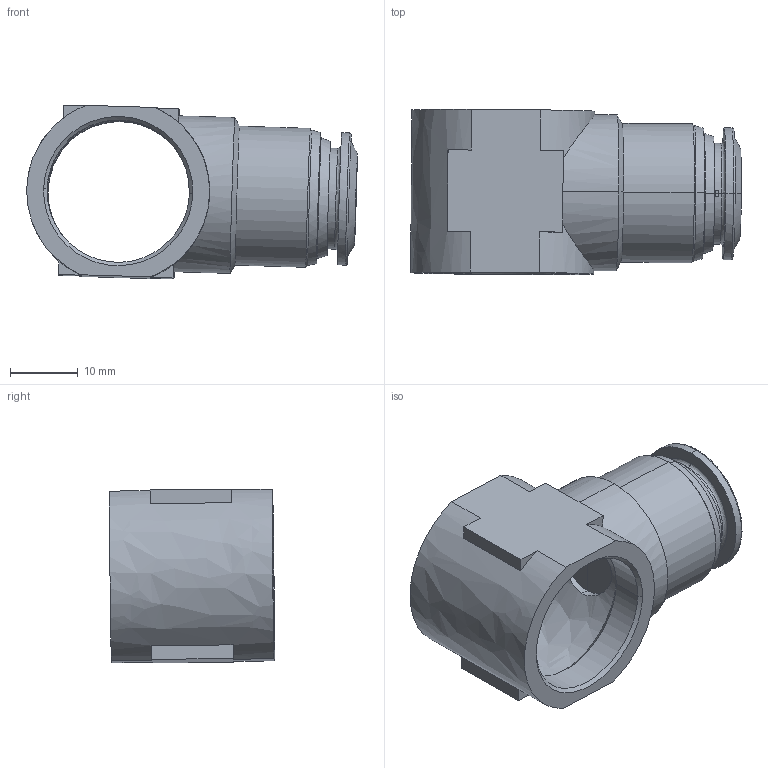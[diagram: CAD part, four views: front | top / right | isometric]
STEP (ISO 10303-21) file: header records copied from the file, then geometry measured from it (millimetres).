
FILE_DESCRIPTION (( 'STEP AP214' ), '1' );
FILE_NAME ('BBS-G04-12_ME.STEP', '2018-09-05T06:59:44', ( '' ), ( '' ), 'SwSTEP 2.0', 'SolidWorks 2018', '' );
FILE_SCHEMA (( 'AUTOMOTIVE_DESIGN' ));
Length unit declared in the file: millimetre
Products named in the file (1): BBS-G04-12_ME
Bounding box: 48.78 x 24.35 x 25.64 mm (x, y, z)
Volume: 10996.2 mm3; surface area: 6192.2 mm2
Topology: 1 solids, 1 shells, 84 faces, 204 edges, 123 vertices
Faces by surface type: bspline 84
Entity records: 3845 total; most frequent: CARTESIAN_POINT 2640, ORIENTED_EDGE 404, EDGE_CURVE 202, B_SPLINE_CURVE_WITH_KNOTS 137, VERTEX_POINT 123, EDGE_LOOP 93, ADVANCED_FACE 84, FACE_OUTER_BOUND 84
